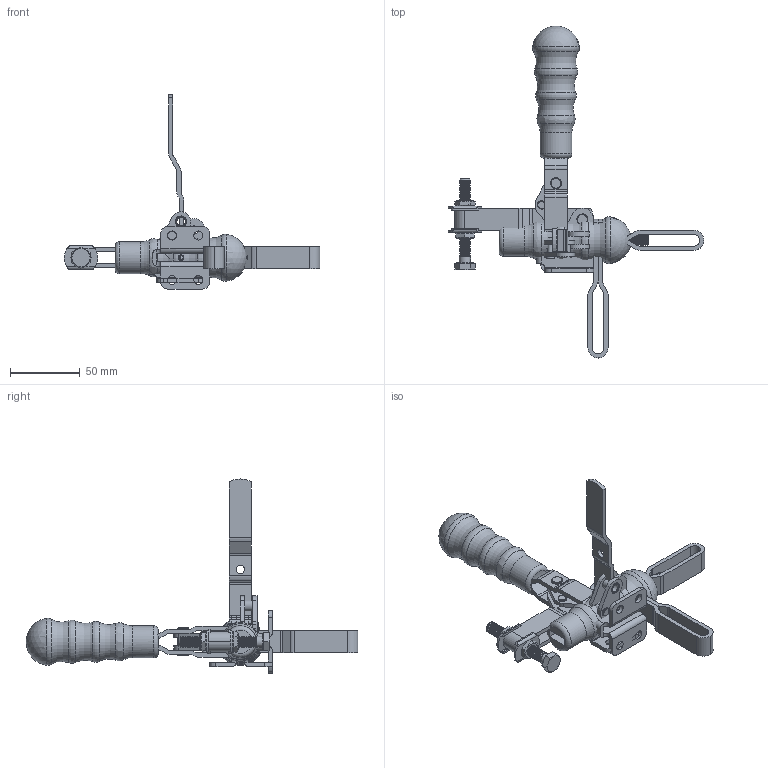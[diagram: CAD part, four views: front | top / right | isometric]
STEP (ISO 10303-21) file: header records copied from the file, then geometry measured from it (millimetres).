
FILE_DESCRIPTION( ( 'Unknown' ), '1' );
FILE_NAME( '230-UZ_UPINKA.stp', 'Unknown', ( 'Unknown' ), ( 'Unknown' ), 'PSStep 14.0', 'Unknown', ' ' );
FILE_SCHEMA( ( 'AUTOMOTIVE_DESIGN { 1 0 10303 214 1 1 1 1 }' ) );
Length unit declared in the file: millimetre
Products named in the file (26): 230004-M_TAHLO; 230002-M_UPINACI PAKA; 230001-M_TELO; Assem1; 230004_TAHLO; 230004_TAHLO-oa1; 230004-NN _NYT; 820008_POUZDRO 6x12-oa2; 820008_POUZDRO 6x12; 230001_TELO; 230002_UPINACI PAKA; 820001_POUZDRO 6x6; 820001_POUZDRO 6x6-oa0; 930004_PODLOZKA M8; 930004_PODLOZKA M8-oa3; 230003_OVLADACI PAKA; 230003_OVLADACI PAKA-oa4; 800064_SROUB M8x60-CSN ISO 4017; 940003_RUKOJET 16x6; 800005_MATICE M8_DIN4398; 800005_MATICE M8_DIN4398-oa5; 720814_NYT 6x14; 720814_NYT 6x14-oa6; 720820_NYT 6x20; 720820_NYT 6x20-oa7; 800081_KOLIK 5x20_CSN ISO 2338_
Bounding box: 183.46 x 238.54 x 139.49 mm (x, y, z)
Volume: 199242.4 mm3; surface area: 124423.2 mm2
Topology: 53 solids, 53 shells, 1262 faces, 3003 edges, 1870 vertices
Faces by surface type: cylinder 457, plane 389, cone 296, torus 116, sphere 2, bspline 2
Full cylindrical faces by diameter (mm): 3 x3, 4 x9, 5 x6, 6 x31, 6.02 x12, 6.5 x12, 6.647 x12, 8 x106, 8.02 x12, 8.1 x24, 8.3 x4, 11.63 x2, 22.877 x2
Entity records: 18885 total; most frequent: CARTESIAN_POINT 2611, DIRECTION 2576, ORIENTED_EDGE 1912, AXIS2_PLACEMENT_3D 1108, EDGE_CURVE 956, EDGE_LOOP 924, VERTEX_POINT 755, FACE_OUTER_BOUND 714
